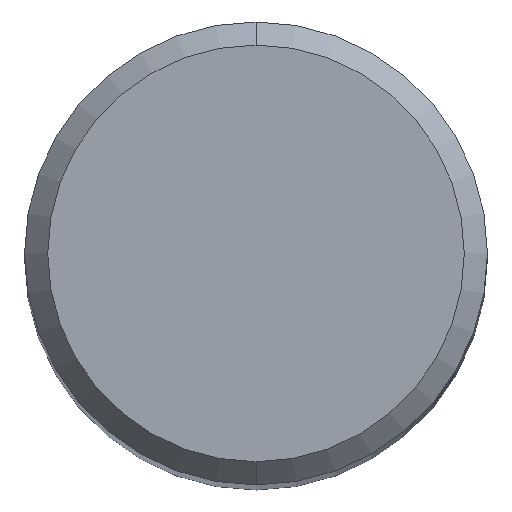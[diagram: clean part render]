
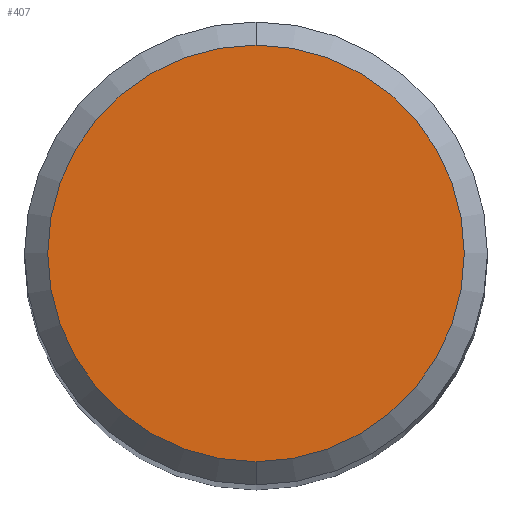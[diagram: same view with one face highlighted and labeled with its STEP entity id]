
A CAD part, top view. The second image highlights one B-rep face of the part: STEP entity #407.
In plain terms, the highlighted planar face has unit normal (0, 0, 1).
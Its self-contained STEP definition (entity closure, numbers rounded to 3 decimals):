
#407=ADVANCED_FACE('',(#1008),#1009,.T.);
#483=EDGE_CURVE('',#487,#619,#1094,.T.);
#487=VERTEX_POINT('',#1098);
#523=EDGE_CURVE('',#619,#487,#1135,.T.);
#619=VERTEX_POINT('',#1240);
#1008=FACE_OUTER_BOUND('',#3302,.T.);
#1009=PLANE('',#3303);
#1094=CIRCLE('',#5155,3.6);
#1098=CARTESIAN_POINT('',(0.0,3.6,0.0));
#1135=CIRCLE('',#5265,3.6);
#1240=CARTESIAN_POINT('',(0.,-3.6,0.0));
#3302=EDGE_LOOP('',(#7792,#7793));
#3303=AXIS2_PLACEMENT_3D('',#7794,#7795,#7796);
#5155=AXIS2_PLACEMENT_3D('',#7898,#7899,#7900);
#5265=AXIS2_PLACEMENT_3D('',#7922,#7923,#7924);
#7792=ORIENTED_EDGE('',*,*,#483,.F.);
#7793=ORIENTED_EDGE('',*,*,#523,.F.);
#7794=CARTESIAN_POINT('',(0.0,1.8,0.0));
#7795=DIRECTION('',(-0.0,0.0,1.0));
#7796=DIRECTION('',(0.0,-1.0,0.0));
#7898=CARTESIAN_POINT('',(0.0,0.0,0.0));
#7899=DIRECTION('',(0.0,0.0,-1.0));
#7900=DIRECTION('',(0.0,1.0,0.0));
#7922=CARTESIAN_POINT('',(0.0,0.0,0.0));
#7923=DIRECTION('',(0.0,0.0,-1.0));
#7924=DIRECTION('',(0.0,1.0,0.0));
